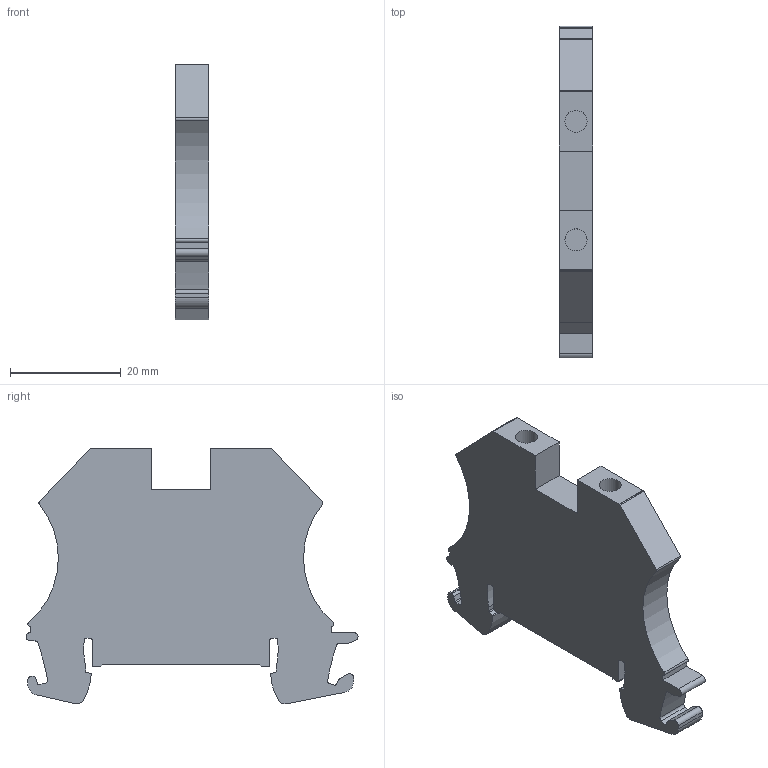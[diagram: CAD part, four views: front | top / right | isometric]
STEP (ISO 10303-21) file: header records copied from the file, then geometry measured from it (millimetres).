
FILE_DESCRIPTION(('FreeCAD Model'),'2;1');
FILE_NAME('WDU4-Simple.step','2019-05-13T12:55:46',(''),('' ),'Open CASCADE STEP processor 7.3','FreeCAD','Unknown');
FILE_SCHEMA(('AUTOMOTIVE_DESIGN { 1 0 10303 214 1 1 1 1 }'));
Length unit declared in the file: millimetre
Products named in the file (1): WD4
Bounding box: 6.1 x 60 x 46.25 mm (x, y, z)
Volume: 11306 mm3; surface area: 5644.1 mm2
Topology: 1 solids, 1 shells, 84 faces, 240 edges, 160 vertices
Faces by surface type: cylinder 44, plane 40
Full cylindrical faces by diameter (mm): 4 x2
Entity records: 3372 total; most frequent: DIRECTION 498, CARTESIAN_POINT 485, ORIENTED_EDGE 480, EDGE_CURVE 240, AXIS2_PLACEMENT_3D 173, VERTEX_POINT 160, LINE 152, VECTOR 152
